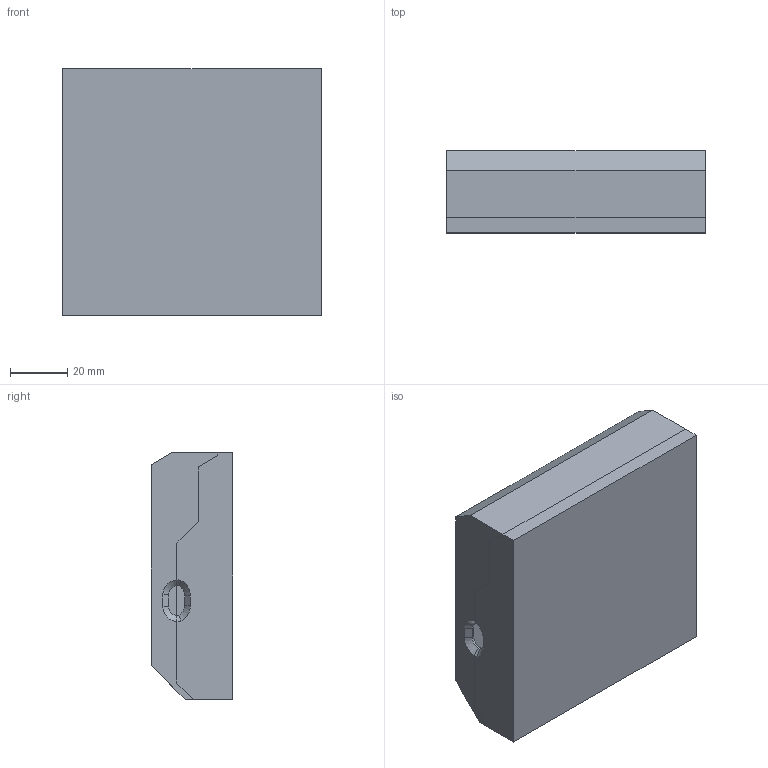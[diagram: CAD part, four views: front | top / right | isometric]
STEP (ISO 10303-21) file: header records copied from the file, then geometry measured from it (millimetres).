
FILE_DESCRIPTION(/* description */ (''),/* implementation_level */ '2;1');
FILE_NAME(/* name */ 'V3-glowworm-CAD.stp',/* time_stamp */ '2025-12-24T00:35:02Z',/* author */ ('iwheard'),/* organization */ (''),/* preprocessor_version */ 'ST-DEVELOPER v20',/* originating_system */ 'Autodesk Inventor 2024',/* authorisation */ '');
FILE_SCHEMA (('AUTOMOTIVE_DESIGN { 1 0 10303 214 3 1 1 }'));
Length unit declared in the file: millimetre
Products named in the file (1): V3-glowworm-CAD
Bounding box: 90.15 x 28.54 x 86.15 mm (x, y, z)
Volume: 43712.6 mm3; surface area: 48308.8 mm2
Topology: 2 solids, 2 shells, 664 faces, 1830 edges, 1209 vertices
Faces by surface type: plane 489, bspline 139, cone 18, cylinder 15, torus 3
Full cylindrical faces by diameter (mm): 1.7 x4, 4 x4, 15.8 x1
Entity records: 22012 total; most frequent: CARTESIAN_POINT 5631, ORIENTED_EDGE 3660, DIRECTION 2647, EDGE_CURVE 1830, LINE 1471, VECTOR 1471, VERTEX_POINT 1208, EDGE_LOOP 708
